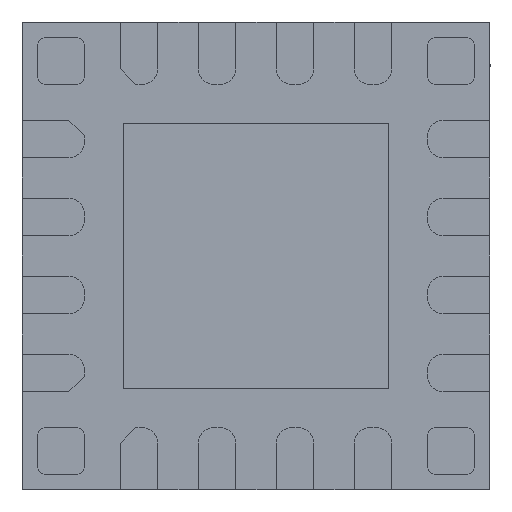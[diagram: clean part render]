
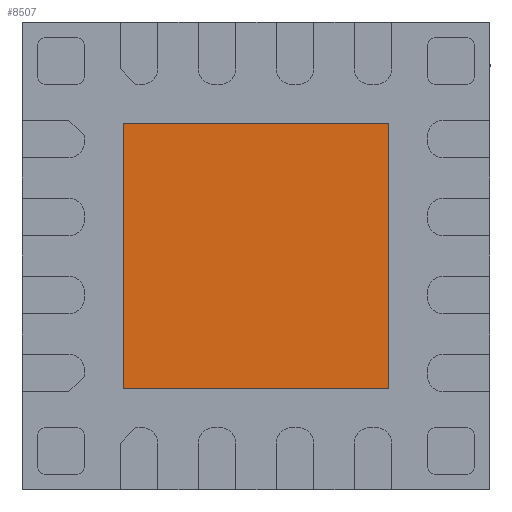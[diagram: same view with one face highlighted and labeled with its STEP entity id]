
A CAD part, front view. The second image highlights one B-rep face of the part: STEP entity #8507.
In plain terms, the highlighted planar face has unit normal (0, -1, 0).
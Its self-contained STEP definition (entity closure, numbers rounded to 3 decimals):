
#1802 = EDGE_CURVE ( 'NONE', #5605, #9615, #2769, .T. ) ;
#2662 = VERTEX_POINT ( 'NONE', #8655 ) ;
#2769 = LINE ( 'NONE', #2960, #3930 ) ;
#2790 = CARTESIAN_POINT ( 'NONE',  ( 0.85, 0., -0.85 ) ) ;
#2960 = CARTESIAN_POINT ( 'NONE',  ( -0.85, 0., -0.85 ) ) ;
#3173 = DIRECTION ( 'NONE',  ( 0., 0., -1. ) ) ;
#3930 = VECTOR ( 'NONE', #10457, 1000. ) ;
#4859 = LINE ( 'NONE', #6621, #11324 ) ;
#5312 = ORIENTED_EDGE ( 'NONE', *, *, #8570, .T. ) ;
#5406 = EDGE_CURVE ( 'NONE', #9615, #11237, #11963, .T. ) ;
#5417 = AXIS2_PLACEMENT_3D ( 'NONE', #11815, #9663, #3173 ) ;
#5605 = VERTEX_POINT ( 'NONE', #10629 ) ;
#5708 = CARTESIAN_POINT ( 'NONE',  ( -0.85, 0., -0.85 ) ) ;
#6200 = CARTESIAN_POINT ( 'NONE',  ( 0.85, 0., 0.85 ) ) ;
#6621 = CARTESIAN_POINT ( 'NONE',  ( 0.85, 0., -0.85 ) ) ;
#6915 = EDGE_LOOP ( 'NONE', ( #10421, #7387, #8147, #5312 ) ) ;
#7113 = DIRECTION ( 'NONE',  ( 1., 0., 0. ) ) ;
#7387 = ORIENTED_EDGE ( 'NONE', *, *, #5406, .T. ) ;
#7688 = EDGE_CURVE ( 'NONE', #11237, #2662, #4859, .T. ) ;
#7857 = FACE_OUTER_BOUND ( 'NONE', #6915, .T. ) ;
#7971 = PLANE ( 'NONE',  #5417 ) ;
#8147 = ORIENTED_EDGE ( 'NONE', *, *, #7688, .T. ) ;
#8507 = ADVANCED_FACE ( 'NONE', ( #7857 ), #7971, .T. ) ;
#8570 = EDGE_CURVE ( 'NONE', #2662, #5605, #12002, .T. ) ;
#8655 = CARTESIAN_POINT ( 'NONE',  ( 0.85, 0., 0.85 ) ) ;
#9212 = DIRECTION ( 'NONE',  ( -1., 0., 0. ) ) ;
#9566 = DIRECTION ( 'NONE',  ( 0., 0., 1. ) ) ;
#9615 = VERTEX_POINT ( 'NONE', #5708 ) ;
#9663 = DIRECTION ( 'NONE',  ( 0., -1., 0. ) ) ;
#9834 = VECTOR ( 'NONE', #9212, 1000. ) ;
#10421 = ORIENTED_EDGE ( 'NONE', *, *, #1802, .T. ) ;
#10457 = DIRECTION ( 'NONE',  ( 0., 0., -1. ) ) ;
#10629 = CARTESIAN_POINT ( 'NONE',  ( -0.85, 0., 0.85 ) ) ;
#11237 = VERTEX_POINT ( 'NONE', #2790 ) ;
#11324 = VECTOR ( 'NONE', #9566, 1000. ) ;
#11734 = VECTOR ( 'NONE', #7113, 1000. ) ;
#11815 = CARTESIAN_POINT ( 'NONE',  ( 0., 0., 0. ) ) ;
#11844 = CARTESIAN_POINT ( 'NONE',  ( 0.85, 0., -0.85 ) ) ;
#11963 = LINE ( 'NONE', #11844, #11734 ) ;
#12002 = LINE ( 'NONE', #6200, #9834 ) ;
